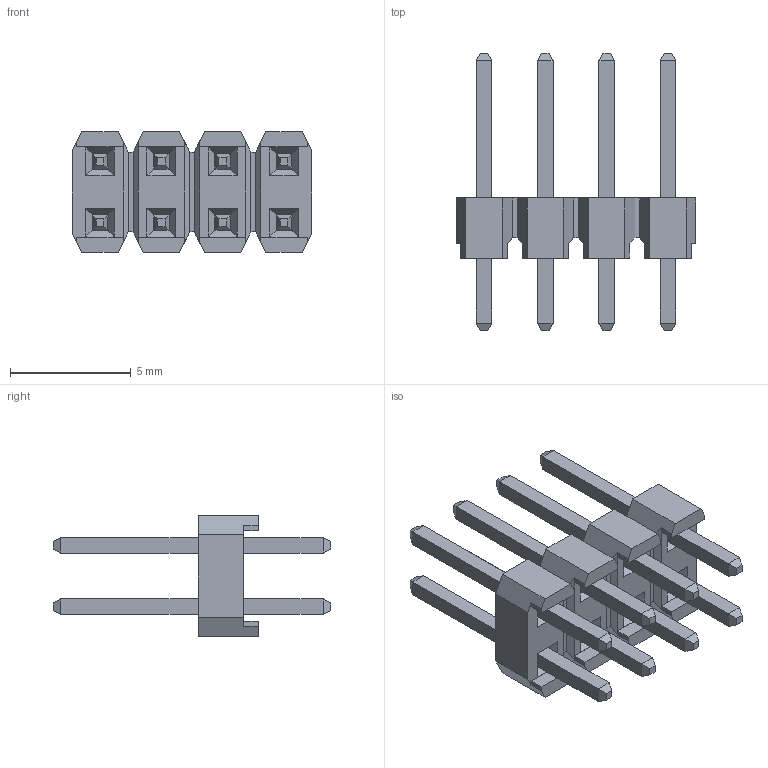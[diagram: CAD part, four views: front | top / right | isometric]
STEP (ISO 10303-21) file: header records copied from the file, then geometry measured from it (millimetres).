
FILE_DESCRIPTION((''),'2;1');
FILE_NAME('PRT0002','2021-05-19T',('t01699'),(''),'PRO/ENGINEER BY PARAMETRIC TECHNOLOGY CORPORATION, 2010160','PRO/ENGINEER BY PARAMETRIC TECHNOLOGY CORPORATION, 2010160','');
FILE_SCHEMA(('CONFIG_CONTROL_DESIGN'));
Length unit declared in the file: millimetre
Products named in the file (1): PRT0002
Bounding box: 9.91 x 11.5 x 5 mm (x, y, z)
Volume: 119.2 mm3; surface area: 386.2 mm2
Topology: 1 solids, 1 shells, 269 faces, 640 edges, 392 vertices
Faces by surface type: plane 269
Entity records: 7485 total; most frequent: CARTESIAN_POINT 1286, ORIENTED_EDGE 1248, DIRECTION 1196, VECTOR 624, LINE 624, EDGE_CURVE 624, VERTEX_POINT 376, EDGE_LOOP 288
